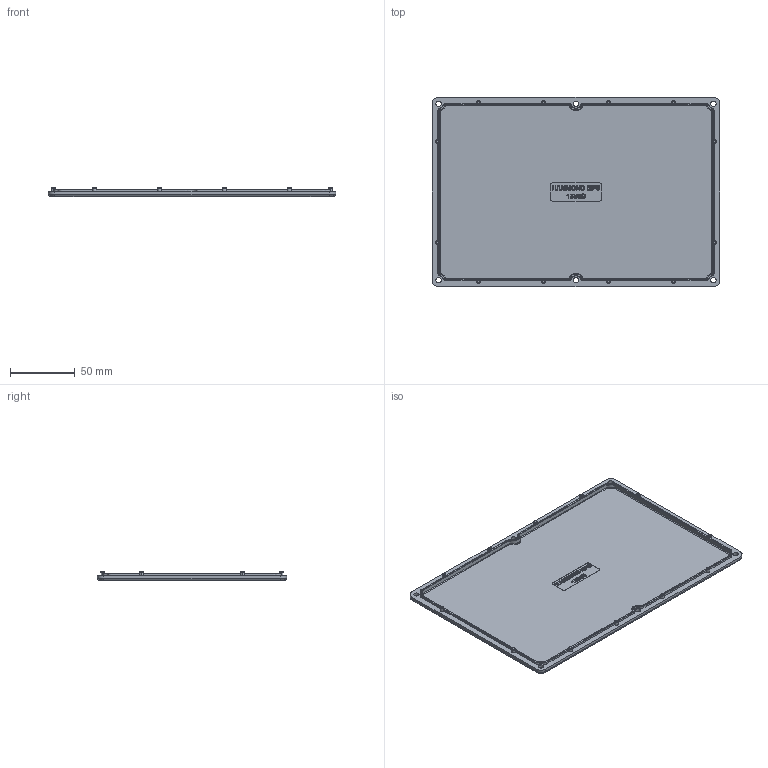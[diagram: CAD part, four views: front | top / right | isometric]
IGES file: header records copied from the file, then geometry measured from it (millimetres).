
Global section: file name: No Iges File Name specified; native system: Autodesk Inventor 2010; preprocessor: AutoDesk Inventor Iges Exporter R2010; author: tcook; date: 20090914.155631; units: millimetre
Bounding box: 222 x 146 x 7 mm (x, y, z)
Volume: 74350.4 mm3; surface area: 70632.7 mm2
Topology: 1 solids, 1 shells, 551 faces, 1475 edges, 942 vertices
Faces by surface type: bspline 202, plane 151, torus 66, revolution 58, cone 42, cylinder 32
